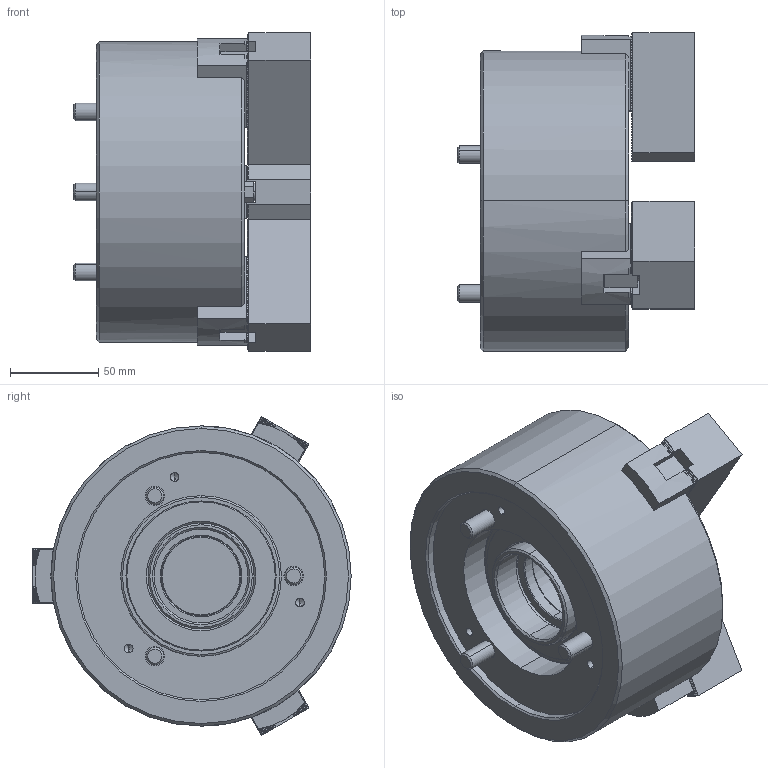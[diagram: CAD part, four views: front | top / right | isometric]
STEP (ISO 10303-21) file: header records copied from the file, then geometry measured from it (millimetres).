
FILE_DESCRIPTION (( 'STEP AP203' ), '1' );
FILE_NAME ('CF-3L-206.STEP', '2021-08-19T09:28:14', ( '' ), ( '' ), 'SwSTEP 2.0', 'SolidWorks 2016', '' );
FILE_SCHEMA (( 'CONFIG_CONTROL_DESIGN' ));
Length unit declared in the file: millimetre
Products named in the file (12): CF-3L-206-01000; CF-3L-206-02000; CF-3L-206-03010; CF-3L-206-04000; CF-3L-206-06000; CF-3H-06-08000; CF-3H-206-04000(T型塊); SJ-06; 圓頭內六角螺栓_M10x25; 圓頭內六角螺栓_M10x85; 半圓頭六角孔螺栓_M5x10; CF-3L-206
Assembly tree (26 placements, depth 2):
  CF-3L-206
    CF-3L-206-01000
    CF-3L-206-02000
    CF-3L-206-03010  x3
    CF-3L-206-04000
    CF-3L-206-06000
    CF-3H-06-08000
    CF-3H-206-04000(T型塊)  x3
    SJ-06  x3
    圓頭內六角螺栓_M10x25  x6
    圓頭內六角螺栓_M10x85  x3
    半圓頭六角孔螺栓_M5x10  x3
Bounding box: 134.3 x 180.25 x 180.48 mm (x, y, z)
Volume: 1863240.2 mm3; surface area: 293105.5 mm2
Topology: 26 solids, 26 shells, 2525 faces, 7156 edges, 4693 vertices
Faces by surface type: plane 1749, cylinder 641, cone 123, torus 12
Entity records: 31409 total; most frequent: CARTESIAN_POINT 6324, ORIENTED_EDGE 5196, DIRECTION 4514, EDGE_CURVE 2598, LINE 1926, VECTOR 1926, VERTEX_POINT 1708, AXIS2_PLACEMENT_3D 1294
